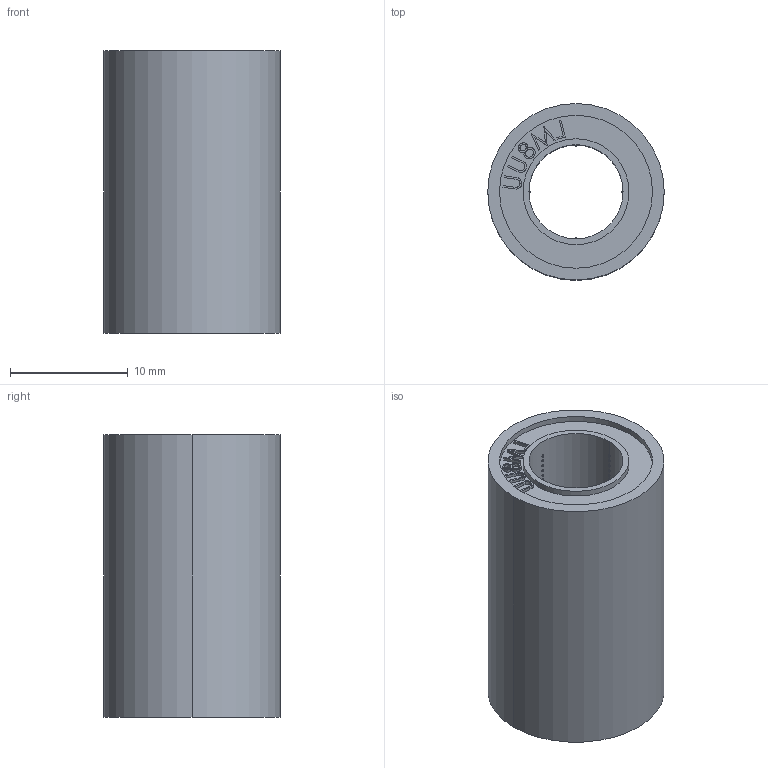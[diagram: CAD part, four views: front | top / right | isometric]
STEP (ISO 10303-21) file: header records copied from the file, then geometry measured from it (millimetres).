
FILE_DESCRIPTION (( 'STEP AP214' ), '1' );
FILE_NAME ('linear bearing 8UU.step', '2016-10-28T04:22:15', ( 'dell' ), ( '' ), 'SwSTEP 2.0', 'SolidWorks 2013', '' );
FILE_SCHEMA (( 'AUTOMOTIVE_DESIGN' ));
Length unit declared in the file: millimetre
Products named in the file (1): linear bearing 8UU
Bounding box: 15 x 15 x 24 mm (x, y, z)
Volume: 2967.3 mm3; surface area: 2080.4 mm2
Topology: 1 solids, 1 shells, 500 faces, 1526 edges, 960 vertices
Faces by surface type: sphere 344, plane 82, bspline 62, cylinder 12
Entity records: 34604 total; most frequent: CARTESIAN_POINT 17409, ORIENTED_EDGE 2708, DIRECTION 1960, EDGE_CURVE 1354, VERTEX_POINT 960, AXIS2_PLACEMENT_3D 807, B_SPLINE_CURVE_WITH_KNOTS 640, EDGE_LOOP 606
